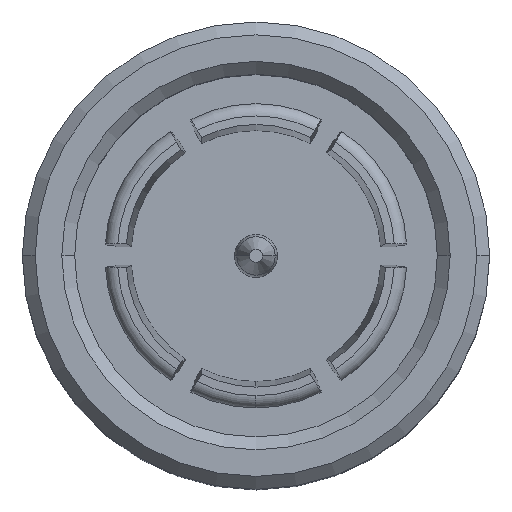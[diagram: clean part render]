
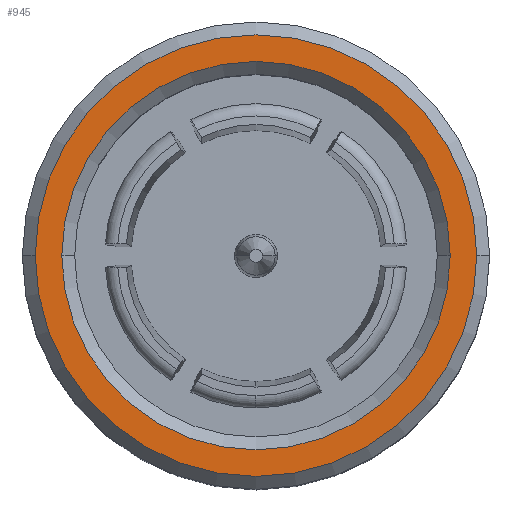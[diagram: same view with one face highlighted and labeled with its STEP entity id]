
A CAD part, top view. The second image highlights one B-rep face of the part: STEP entity #945.
In plain terms, the highlighted planar face has unit normal (0, 0, 1).
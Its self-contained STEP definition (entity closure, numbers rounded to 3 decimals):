
#59 = CARTESIAN_POINT ( 'NONE',  ( -4.53, 0., 8.95 ) ) ;
#130 = DIRECTION ( 'NONE',  ( 0., 0., -1. ) ) ;
#146 = CARTESIAN_POINT ( 'NONE',  ( -5.15, 0., 8.95 ) ) ;
#172 = CIRCLE ( 'NONE', #1160, 4.53 ) ;
#234 = EDGE_CURVE ( 'NONE', #1138, #1465, #172, .T. ) ;
#260 = ORIENTED_EDGE ( 'NONE', *, *, #974, .T. ) ;
#428 = AXIS2_PLACEMENT_3D ( 'NONE', #1313, #1685, #1301 ) ;
#528 = AXIS2_PLACEMENT_3D ( 'NONE', #2169, #2776, #731 ) ;
#597 = VERTEX_POINT ( 'NONE', #146 ) ;
#731 = DIRECTION ( 'NONE',  ( -1., 0., 0. ) ) ;
#734 = CIRCLE ( 'NONE', #4417, 5.15 ) ;
#768 = CARTESIAN_POINT ( 'NONE',  ( 0., 0., 8.95 ) ) ;
#801 = PLANE ( 'NONE',  #3154 ) ;
#847 = CIRCLE ( 'NONE', #528, 4.53 ) ;
#873 = EDGE_CURVE ( 'NONE', #597, #2653, #734, .T. ) ;
#945 = ADVANCED_FACE ( 'NONE', ( #2071, #2120 ), #801, .F. ) ;
#974 = EDGE_CURVE ( 'NONE', #1465, #1138, #847, .T. ) ;
#1138 = VERTEX_POINT ( 'NONE', #2906 ) ;
#1160 = AXIS2_PLACEMENT_3D ( 'NONE', #768, #3840, #1761 ) ;
#1301 = DIRECTION ( 'NONE',  ( -1., 0., 0. ) ) ;
#1313 = CARTESIAN_POINT ( 'NONE',  ( 0., 0., 8.95 ) ) ;
#1315 = CIRCLE ( 'NONE', #428, 5.15 ) ;
#1320 = EDGE_CURVE ( 'NONE', #2653, #597, #1315, .T. ) ;
#1465 = VERTEX_POINT ( 'NONE', #59 ) ;
#1685 = DIRECTION ( 'NONE',  ( 0., 0., 1. ) ) ;
#1761 = DIRECTION ( 'NONE',  ( -1., 0., 0. ) ) ;
#2040 = ORIENTED_EDGE ( 'NONE', *, *, #1320, .T. ) ;
#2071 = FACE_BOUND ( 'NONE', #4075, .T. ) ;
#2109 = DIRECTION ( 'NONE',  ( -1., 0., 0. ) ) ;
#2120 = FACE_OUTER_BOUND ( 'NONE', #4122, .T. ) ;
#2169 = CARTESIAN_POINT ( 'NONE',  ( 0., 0., 8.95 ) ) ;
#2263 = ORIENTED_EDGE ( 'NONE', *, *, #873, .T. ) ;
#2409 = DIRECTION ( 'NONE',  ( 0., 0., 1. ) ) ;
#2541 = CARTESIAN_POINT ( 'NONE',  ( 5.15, 0., 8.95 ) ) ;
#2653 = VERTEX_POINT ( 'NONE', #2541 ) ;
#2776 = DIRECTION ( 'NONE',  ( 0., 0., -1. ) ) ;
#2906 = CARTESIAN_POINT ( 'NONE',  ( 4.53, 0., 8.95 ) ) ;
#3154 = AXIS2_PLACEMENT_3D ( 'NONE', #3544, #130, #2109 ) ;
#3544 = CARTESIAN_POINT ( 'NONE',  ( 0., 5.45, 8.95 ) ) ;
#3660 = ORIENTED_EDGE ( 'NONE', *, *, #234, .T. ) ;
#3840 = DIRECTION ( 'NONE',  ( 0., 0., -1. ) ) ;
#4075 = EDGE_LOOP ( 'NONE', ( #3660, #260 ) ) ;
#4103 = CARTESIAN_POINT ( 'NONE',  ( 0., 0., 8.95 ) ) ;
#4114 = DIRECTION ( 'NONE',  ( -1., 0., 0. ) ) ;
#4122 = EDGE_LOOP ( 'NONE', ( #2263, #2040 ) ) ;
#4417 = AXIS2_PLACEMENT_3D ( 'NONE', #4103, #2409, #4114 ) ;
